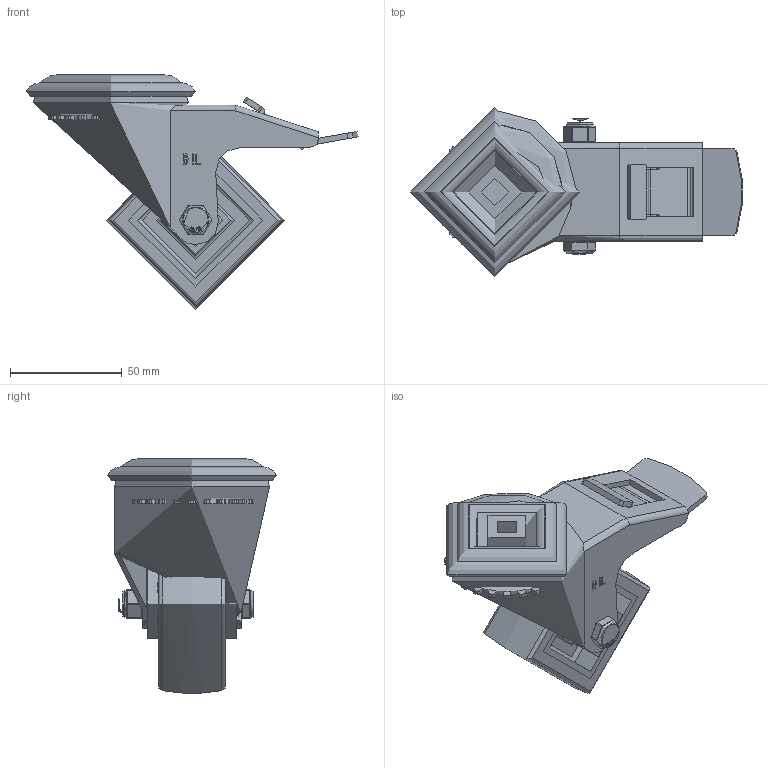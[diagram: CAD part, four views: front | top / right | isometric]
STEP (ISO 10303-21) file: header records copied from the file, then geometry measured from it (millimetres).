
FILE_DESCRIPTION(/* description */ (''),/* implementation_level */ '2;1');
FILE_NAME(/* name */ 'SSMM80NPBBH12SWB.step',/* time_stamp */ '2025-06-25T15:03:34+01:00',/* author */ (''),/* organization */ (''),/* preprocessor_version */ 'ST-DEVELOPER v20.1',/* originating_system */ 'Autodesk Translation Framework v14.10.0.0',/* authorisation */ '');
FILE_SCHEMA (('AUTOMOTIVE_DESIGN { 1 0 10303 214 3 1 1 }'));
Length unit declared in the file: millimetre
Products named in the file (23): SSMM80NPBBH12SWB; SSMM80ASBH12SWB v1; STAINLESS STEEL HEAD; STAINLESS STEEL FORKS; STAINLESS STEEL BRAKE PEDAL; BRAKE PAD; BZML80WNPRB/SQ v3; NYLON RIM; RBM12X23X35SS v1; ROLLER BEARING; NYLON CAGE; Pattern; Component21; POLYURETHANE TYRE; CAP; TUBEM12X40SS v1; STAINLESS STEEL TUBE; HEXBOLTM8X55A2 v2; GRADE A2 304 STAINLESS STEEL  BOLT; NYLOCM8A2 v1; STAINLESS STEEL NYLOC NUT; NUT; RUBBER
Assembly tree (27 placements, depth 6):
  SSMM80NPBBH12SWB
    SSMM80ASBH12SWB v1
      STAINLESS STEEL HEAD
      STAINLESS STEEL FORKS
      STAINLESS STEEL BRAKE PEDAL
      BRAKE PAD
    BZML80WNPRB/SQ v3
      NYLON RIM
      RBM12X23X35SS v1
        ROLLER BEARING
          NYLON CAGE
          Pattern
            Component21  x6
      POLYURETHANE TYRE
      CAP
    TUBEM12X40SS v1
      STAINLESS STEEL TUBE
    HEXBOLTM8X55A2 v2
      GRADE A2 304 STAINLESS STEEL  BOLT
    NYLOCM8A2 v1
      STAINLESS STEEL NYLOC NUT
        NUT
        RUBBER
Bounding box: 148.74 x 76 x 104.87 mm (x, y, z)
Volume: 182044.8 mm3; surface area: 106547.4 mm2
Topology: 18 solids, 18 shells, 678 faces, 1770 edges, 1138 vertices
Faces by surface type: plane 330, cylinder 220, bspline 65, torus 26, sphere 24, cone 13
Full cylindrical faces by diameter (mm): 5.5 x6, 6.446 x7, 7.866 x13, 8 x3, 8.2 x2, 8.5 x1, 8.6 x2, 11.5 x1, 11.9 x1, 12.1 x1, 12.2 x1, 12.5 x3, 21.313 x1, 22.5 x1, 23 x1, 24 x5, 31 x2, 38 x1, 49.5 x1, 52 x2, 60 x2, 65 x1, 69.5 x1, 72 x1
Entity records: 27135 total; most frequent: CARTESIAN_POINT 10171, ORIENTED_EDGE 3498, DIRECTION 3350, EDGE_CURVE 1749, AXIS2_PLACEMENT_3D 1184, VERTEX_POINT 1128, LINE 982, VECTOR 982
